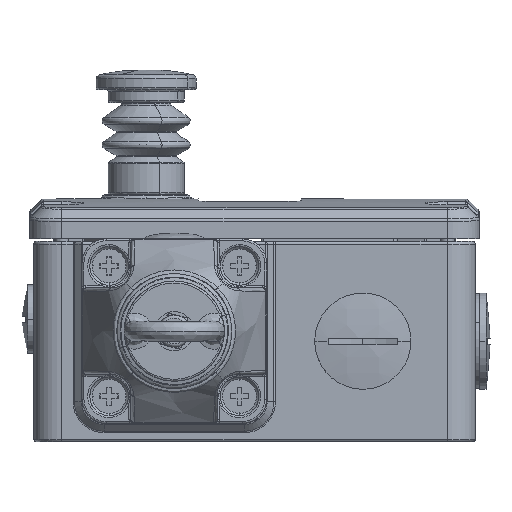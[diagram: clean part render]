
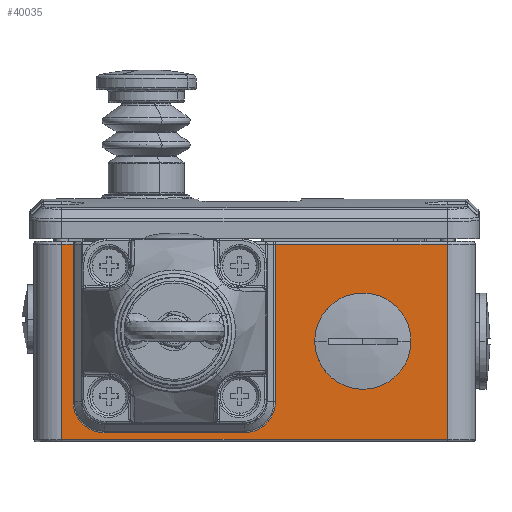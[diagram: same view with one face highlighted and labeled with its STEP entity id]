
A CAD part, left-side view. The second image highlights one B-rep face of the part: STEP entity #40035.
In plain terms, the highlighted planar face has unit normal (-1, 0, 0).
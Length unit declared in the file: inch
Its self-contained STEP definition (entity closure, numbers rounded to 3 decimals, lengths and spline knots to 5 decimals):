
#194 = DIRECTION ( 'NONE',  ( -1., 0., 0. ) ) ;
#620 = VERTEX_POINT ( 'NONE', #30021 ) ;
#685 = DIRECTION ( 'NONE',  ( 0., 1., 0. ) ) ;
#3998 = PLANE ( 'NONE',  #29442 ) ;
#4719 = VECTOR ( 'NONE', #14366, 39.37008 ) ;
#5547 = CARTESIAN_POINT ( 'NONE',  ( 0., 0.02756, -4.33071 ) ) ;
#6383 = ORIENTED_EDGE ( 'NONE', *, *, #10969, .F. ) ;
#6708 = EDGE_CURVE ( 'NONE', #84734, #29197, #100552, .T. ) ;
#7296 = ORIENTED_EDGE ( 'NONE', *, *, #20977, .F. ) ;
#10138 = CARTESIAN_POINT ( 'NONE',  ( 0., 0.3937, -3.64173 ) ) ;
#10428 = VERTEX_POINT ( 'NONE', #29379 ) ;
#10959 = LINE ( 'NONE', #72004, #27825 ) ;
#10969 = EDGE_CURVE ( 'NONE', #120989, #49266, #74227, .T. ) ;
#11606 = EDGE_CURVE ( 'NONE', #110728, #62844, #81865, .T. ) ;
#12190 = DIRECTION ( 'NONE',  ( 0., 1., 0. ) ) ;
#12766 = VECTOR ( 'NONE', #65582, 39.37008 ) ;
#13098 = CIRCLE ( 'NONE', #136751, 0.30343 ) ;
#14366 = DIRECTION ( 'NONE',  ( 0., 0., 1. ) ) ;
#14426 = VERTEX_POINT ( 'NONE', #85477 ) ;
#15731 = VECTOR ( 'NONE', #70359, 39.37008 ) ;
#17106 = CARTESIAN_POINT ( 'NONE',  ( 0., 0.3937, -2.26378 ) ) ;
#20013 = DIRECTION ( 'NONE',  ( 0., 1., 0. ) ) ;
#20977 = EDGE_CURVE ( 'NONE', #620, #120989, #43899, .T. ) ;
#23089 = DIRECTION ( 'NONE',  ( 0., -1., 0. ) ) ;
#24771 = LINE ( 'NONE', #25445, #4719 ) ;
#25445 = CARTESIAN_POINT ( 'NONE',  ( 0., 0.09027, 0. ) ) ;
#27825 = VECTOR ( 'NONE', #20013, 39.37008 ) ;
#28753 = LINE ( 'NONE', #110570, #15731 ) ;
#29197 = VERTEX_POINT ( 'NONE', #64921 ) ;
#29379 = CARTESIAN_POINT ( 'NONE',  ( 0., 0.09027, -3.64173 ) ) ;
#29442 = AXIS2_PLACEMENT_3D ( 'NONE', #103084, #62796, #60777 ) ;
#30021 = CARTESIAN_POINT ( 'NONE',  ( 0., 0.09027, -2.26378 ) ) ;
#30943 = DIRECTION ( 'NONE',  ( -1., 0., 0. ) ) ;
#31469 = CARTESIAN_POINT ( 'NONE',  ( 0., 1.41732, -1.14173 ) ) ;
#33066 = VECTOR ( 'NONE', #685, 39.37008 ) ;
#34381 = DIRECTION ( 'NONE',  ( 0., -1., 0. ) ) ;
#34742 = EDGE_CURVE ( 'NONE', #71731, #10428, #13098, .T. ) ;
#36513 = CARTESIAN_POINT ( 'NONE',  ( 0., 0.3937, -3.94516 ) ) ;
#37485 = EDGE_CURVE ( 'NONE', #14426, #65987, #28753, .T. ) ;
#37585 = AXIS2_PLACEMENT_3D ( 'NONE', #95235, #194, #23089 ) ;
#38558 = DIRECTION ( 'NONE',  ( 0., 0., 1. ) ) ;
#39160 = CARTESIAN_POINT ( 'NONE',  ( 0., 1.94094, -0.27559 ) ) ;
#39284 = CARTESIAN_POINT ( 'NONE',  ( 0., 1.94094, -3.94516 ) ) ;
#40035 = ADVANCED_FACE ( 'NONE', ( #90638, #99017 ), #3998, .F. ) ;
#42467 = ORIENTED_EDGE ( 'NONE', *, *, #75075, .F. ) ;
#43899 = CIRCLE ( 'NONE', #81655, 0.30343 ) ;
#44075 = ORIENTED_EDGE ( 'NONE', *, *, #93891, .F. ) ;
#46140 = EDGE_CURVE ( 'NONE', #29197, #14426, #10959, .T. ) ;
#46379 = CARTESIAN_POINT ( 'NONE',  ( 0., 0.02756, -0.27559 ) ) ;
#49266 = VERTEX_POINT ( 'NONE', #119646 ) ;
#51234 = LINE ( 'NONE', #92891, #96351 ) ;
#53742 = DIRECTION ( 'NONE',  ( 0., -1., 0. ) ) ;
#57922 = LINE ( 'NONE', #109906, #12766 ) ;
#59819 = EDGE_CURVE ( 'NONE', #49266, #67230, #51234, .T. ) ;
#60338 = CIRCLE ( 'NONE', #113454, 0.43307 ) ;
#60777 = DIRECTION ( 'NONE',  ( 0., 0., 1. ) ) ;
#62796 = DIRECTION ( 'NONE',  ( 1., 0., 0. ) ) ;
#62844 = VERTEX_POINT ( 'NONE', #75771 ) ;
#64849 = LINE ( 'NONE', #125854, #106586 ) ;
#64921 = CARTESIAN_POINT ( 'NONE',  ( 0., 0.02756, -4.05512 ) ) ;
#65582 = DIRECTION ( 'NONE',  ( 0., -1., 0. ) ) ;
#65987 = VERTEX_POINT ( 'NONE', #39284 ) ;
#67230 = VERTEX_POINT ( 'NONE', #39160 ) ;
#68051 = EDGE_LOOP ( 'NONE', ( #102940, #131301, #44075, #96855, #6383, #7296, #97290, #93982, #88532, #85249 ) ) ;
#70359 = DIRECTION ( 'NONE',  ( 0., 0., 1. ) ) ;
#71731 = VERTEX_POINT ( 'NONE', #36513 ) ;
#72004 = CARTESIAN_POINT ( 'NONE',  ( 0., 0., -4.05512 ) ) ;
#73543 = CARTESIAN_POINT ( 'NONE',  ( 0., 0., -1.96035 ) ) ;
#74227 = LINE ( 'NONE', #73543, #33066 ) ;
#75075 = EDGE_CURVE ( 'NONE', #62844, #110728, #60338, .T. ) ;
#75771 = CARTESIAN_POINT ( 'NONE',  ( 0., 0.55118, -1.14173 ) ) ;
#81655 = AXIS2_PLACEMENT_3D ( 'NONE', #17106, #133525, #38558 ) ;
#81865 = CIRCLE ( 'NONE', #37585, 0.43307 ) ;
#84734 = VERTEX_POINT ( 'NONE', #46379 ) ;
#85249 = ORIENTED_EDGE ( 'NONE', *, *, #37485, .F. ) ;
#85477 = CARTESIAN_POINT ( 'NONE',  ( 0., 1.94094, -4.05512 ) ) ;
#88167 = CARTESIAN_POINT ( 'NONE',  ( 0., 0.3937, -1.96035 ) ) ;
#88532 = ORIENTED_EDGE ( 'NONE', *, *, #88549, .F. ) ;
#88549 = EDGE_CURVE ( 'NONE', #65987, #71731, #57922, .T. ) ;
#90638 = FACE_BOUND ( 'NONE', #117840, .T. ) ;
#91532 = DIRECTION ( 'NONE',  ( 0., 0., 1. ) ) ;
#92891 = CARTESIAN_POINT ( 'NONE',  ( 0., 1.94094, 0. ) ) ;
#93891 = EDGE_CURVE ( 'NONE', #67230, #84734, #64849, .T. ) ;
#93982 = ORIENTED_EDGE ( 'NONE', *, *, #34742, .F. ) ;
#95235 = CARTESIAN_POINT ( 'NONE',  ( 0., 0.98425, -1.14173 ) ) ;
#96351 = VECTOR ( 'NONE', #91532, 39.37008 ) ;
#96855 = ORIENTED_EDGE ( 'NONE', *, *, #59819, .F. ) ;
#97290 = ORIENTED_EDGE ( 'NONE', *, *, #102092, .F. ) ;
#99017 = FACE_OUTER_BOUND ( 'NONE', #68051, .T. ) ;
#100552 = LINE ( 'NONE', #5547, #114259 ) ;
#102092 = EDGE_CURVE ( 'NONE', #10428, #620, #24771, .T. ) ;
#102940 = ORIENTED_EDGE ( 'NONE', *, *, #46140, .F. ) ;
#103084 = CARTESIAN_POINT ( 'NONE',  ( 0., 0., 0. ) ) ;
#106586 = VECTOR ( 'NONE', #53742, 39.37008 ) ;
#107871 = DIRECTION ( 'NONE',  ( -1., 0., 0. ) ) ;
#109906 = CARTESIAN_POINT ( 'NONE',  ( 0., 0., -3.94516 ) ) ;
#110570 = CARTESIAN_POINT ( 'NONE',  ( 0., 1.94094, 0. ) ) ;
#110728 = VERTEX_POINT ( 'NONE', #31469 ) ;
#113454 = AXIS2_PLACEMENT_3D ( 'NONE', #118220, #107871, #34381 ) ;
#114259 = VECTOR ( 'NONE', #131713, 39.37008 ) ;
#117840 = EDGE_LOOP ( 'NONE', ( #129853, #42467 ) ) ;
#118220 = CARTESIAN_POINT ( 'NONE',  ( 0., 0.98425, -1.14173 ) ) ;
#119646 = CARTESIAN_POINT ( 'NONE',  ( 0., 1.94094, -1.96035 ) ) ;
#120989 = VERTEX_POINT ( 'NONE', #88167 ) ;
#125854 = CARTESIAN_POINT ( 'NONE',  ( 0., 0., -0.27559 ) ) ;
#129853 = ORIENTED_EDGE ( 'NONE', *, *, #11606, .F. ) ;
#131301 = ORIENTED_EDGE ( 'NONE', *, *, #6708, .F. ) ;
#131713 = DIRECTION ( 'NONE',  ( 0., 0., -1. ) ) ;
#133525 = DIRECTION ( 'NONE',  ( -1., 0., 0. ) ) ;
#136751 = AXIS2_PLACEMENT_3D ( 'NONE', #10138, #30943, #12190 ) ;
